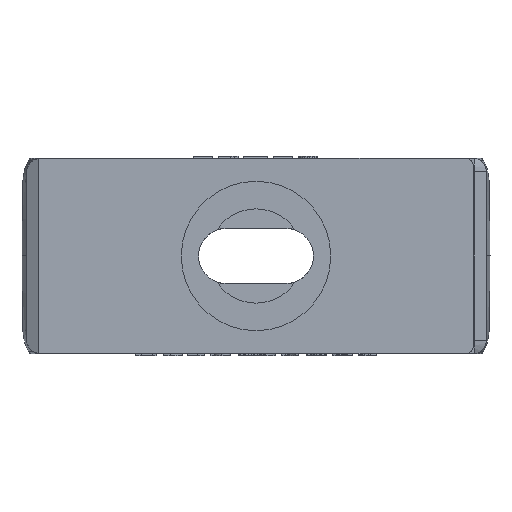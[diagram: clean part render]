
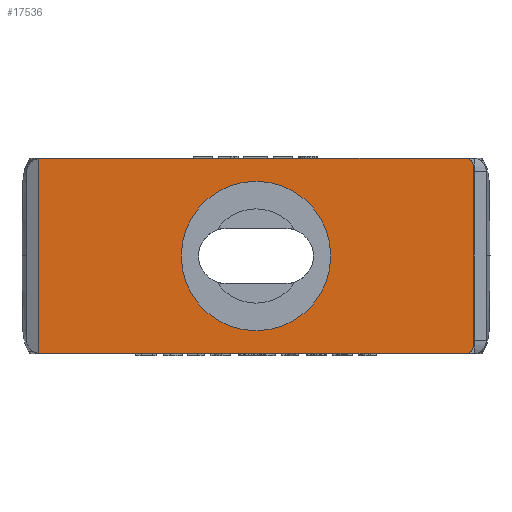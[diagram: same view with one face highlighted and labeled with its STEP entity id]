
A CAD part, front view. The second image highlights one B-rep face of the part: STEP entity #17536.
In plain terms, the highlighted planar face has unit normal (0, -1, 0).
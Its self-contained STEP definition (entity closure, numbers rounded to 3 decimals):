
#208=DIRECTION('',(-1.,0.,0.));
#209=VECTOR('',#208,36.95);
#210=CARTESIAN_POINT('',(18.2,-0.5,8.5));
#211=LINE('',#210,#209);
#1363=DIRECTION('',(1.,0.,0.));
#1364=VECTOR('',#1363,36.95);
#1365=CARTESIAN_POINT('',(-18.75,-0.5,-8.5));
#1366=LINE('',#1365,#1364);
#3521=CARTESIAN_POINT('',(-18.75,-0.5,-7.3));
#3522=DIRECTION('',(0.,-1.,0.));
#3523=DIRECTION('',(-0.125,0.,-0.992));
#3524=AXIS2_PLACEMENT_3D('',#3521,#3522,#3523);
#3526=CARTESIAN_POINT('',(-18.75,-0.5,7.3));
#3527=DIRECTION('',(0.,-1.,0.));
#3528=DIRECTION('',(0.,0.,1.));
#3529=AXIS2_PLACEMENT_3D('',#3526,#3527,#3528);
#3531=CARTESIAN_POINT('',(18.2,-0.5,7.8));
#3532=DIRECTION('',(0.,-1.,0.));
#3533=DIRECTION('',(1.,0.,0.));
#3534=AXIS2_PLACEMENT_3D('',#3531,#3532,#3533);
#3536=CARTESIAN_POINT('',(18.2,-0.5,-7.8));
#3537=DIRECTION('',(0.,-1.,0.));
#3538=DIRECTION('',(0.,0.,-1.));
#3539=AXIS2_PLACEMENT_3D('',#3536,#3537,#3538);
#3541=CARTESIAN_POINT('',(0.,-0.5,0.));
#3542=DIRECTION('',(0.,1.,0.));
#3543=DIRECTION('',(1.,0.,0.));
#3544=AXIS2_PLACEMENT_3D('',#3541,#3542,#3543);
#3546=CARTESIAN_POINT('',(0.,-0.5,0.));
#3547=DIRECTION('',(0.,1.,0.));
#3548=DIRECTION('',(-1.,0.,0.));
#3549=AXIS2_PLACEMENT_3D('',#3546,#3547,#3548);
#3620=DIRECTION('',(0.,0.,1.));
#3621=VECTOR('',#3620,16.981);
#3622=CARTESIAN_POINT('',(-18.9,-0.5,-8.491));
#3623=LINE('',#3622,#3621);
#4653=DIRECTION('',(0.,0.,-1.));
#4654=VECTOR('',#4653,15.6);
#4655=CARTESIAN_POINT('',(18.9,-0.5,7.8));
#4656=LINE('',#4655,#4654);
#11633=CARTESIAN_POINT('',(-18.9,-0.5,-8.491));
#11634=CARTESIAN_POINT('',(-18.75,-0.5,-8.5));
#11635=VERTEX_POINT('',#11633);
#11636=VERTEX_POINT('',#11634);
#11672=CARTESIAN_POINT('',(-6.5,-0.5,0.));
#11674=VERTEX_POINT('',#11672);
#11678=CARTESIAN_POINT('',(6.5,-0.5,0.));
#11679=VERTEX_POINT('',#11678);
#11763=CARTESIAN_POINT('',(-18.9,-0.5,8.491));
#11764=VERTEX_POINT('',#11763);
#11769=CARTESIAN_POINT('',(-18.75,-0.5,8.5));
#11770=VERTEX_POINT('',#11769);
#11804=CARTESIAN_POINT('',(18.9,-0.5,7.8));
#11805=VERTEX_POINT('',#11804);
#11806=CARTESIAN_POINT('',(18.2,-0.5,8.5));
#11807=VERTEX_POINT('',#11806);
#12242=CARTESIAN_POINT('',(18.2,-0.5,-8.5));
#12243=CARTESIAN_POINT('',(18.9,-0.5,-7.8));
#12244=VERTEX_POINT('',#12242);
#12245=VERTEX_POINT('',#12243);
#17510=CARTESIAN_POINT('',(-17.089,-0.5,0.));
#17511=DIRECTION('',(0.,-1.,0.));
#17512=DIRECTION('',(-1.,0.,0.));
#17513=AXIS2_PLACEMENT_3D('',#17510,#17511,#17512);
#17514=PLANE('',#17513);
#17515=ORIENTED_EDGE('',*,*,#15329,.F.);
#17517=ORIENTED_EDGE('',*,*,#17516,.F.);
#17519=ORIENTED_EDGE('',*,*,#17518,.T.);
#17521=ORIENTED_EDGE('',*,*,#17520,.F.);
#17522=ORIENTED_EDGE('',*,*,#14557,.F.);
#17524=ORIENTED_EDGE('',*,*,#17523,.F.);
#17526=ORIENTED_EDGE('',*,*,#17525,.T.);
#17527=ORIENTED_EDGE('',*,*,#17502,.F.);
#17528=EDGE_LOOP('',(#17515,#17517,#17519,#17521,#17522,#17524,#17526,#17527));
#17529=FACE_OUTER_BOUND('',#17528,.F.);
#17531=ORIENTED_EDGE('',*,*,#17530,.F.);
#17533=ORIENTED_EDGE('',*,*,#17532,.F.);
#17534=EDGE_LOOP('',(#17531,#17533));
#17535=FACE_BOUND('',#17534,.F.);
#17536=ADVANCED_FACE('',(#17529,#17535),#17514,.T.);
#3525=CIRCLE('',#3524,1.2);
#3530=CIRCLE('',#3529,1.2);
#3535=CIRCLE('',#3534,0.7);
#3540=CIRCLE('',#3539,0.7);
#3545=CIRCLE('',#3544,6.5);
#3550=CIRCLE('',#3549,6.5);
#14557=EDGE_CURVE('',#11807,#11770,#211,.T.);
#15329=EDGE_CURVE('',#11636,#12244,#1366,.T.);
#17502=EDGE_CURVE('',#12244,#12245,#3540,.T.);
#17516=EDGE_CURVE('',#11635,#11636,#3525,.T.);
#17518=EDGE_CURVE('',#11635,#11764,#3623,.T.);
#17520=EDGE_CURVE('',#11770,#11764,#3530,.T.);
#17523=EDGE_CURVE('',#11805,#11807,#3535,.T.);
#17525=EDGE_CURVE('',#11805,#12245,#4656,.T.);
#17530=EDGE_CURVE('',#11679,#11674,#3545,.T.);
#17532=EDGE_CURVE('',#11674,#11679,#3550,.T.);
